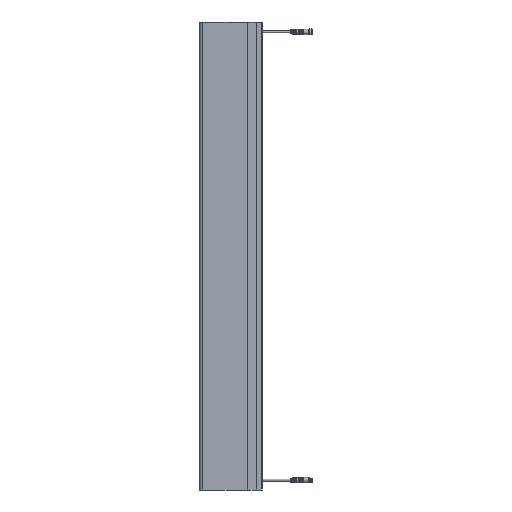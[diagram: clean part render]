
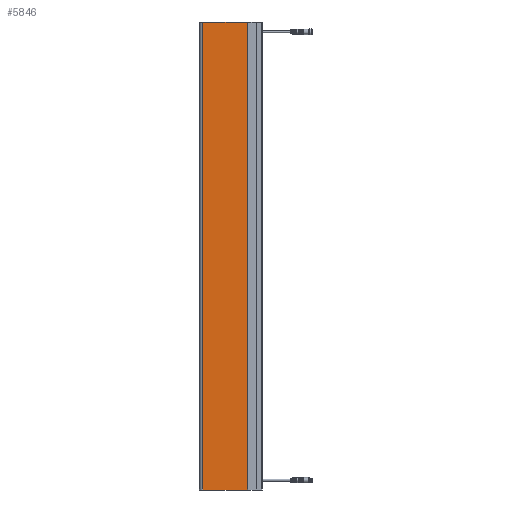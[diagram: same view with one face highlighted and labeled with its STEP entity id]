
A CAD part, left-side view. The second image highlights one B-rep face of the part: STEP entity #5846.
In plain terms, the highlighted planar face has unit normal (-1, 0, 0).
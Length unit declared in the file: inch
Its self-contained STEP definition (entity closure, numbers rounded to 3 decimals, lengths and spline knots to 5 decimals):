
#465 = DIRECTION ( 'NONE',  ( 0., 1., 0. ) ) ;
#1112 = CARTESIAN_POINT ( 'NONE',  ( -1.06299, 0.9252, 30. ) ) ;
#1871 = AXIS2_PLACEMENT_3D ( 'NONE', #1112, #13691, #2178 ) ;
#2029 = VECTOR ( 'NONE', #465, 39.37008 ) ;
#2178 = DIRECTION ( 'NONE',  ( 0., 0., -1. ) ) ;
#2411 = VECTOR ( 'NONE', #3774, 39.37008 ) ;
#2862 = ORIENTED_EDGE ( 'NONE', *, *, #6914, .T. ) ;
#3132 = LINE ( 'NONE', #9795, #2029 ) ;
#3705 = VERTEX_POINT ( 'NONE', #11067 ) ;
#3774 = DIRECTION ( 'NONE',  ( 0., 1., 0. ) ) ;
#3856 = ORIENTED_EDGE ( 'NONE', *, *, #9937, .F. ) ;
#4396 = PLANE ( 'NONE',  #1871 ) ;
#5728 = VERTEX_POINT ( 'NONE', #11088 ) ;
#5734 = CARTESIAN_POINT ( 'NONE',  ( -1.06299, 0.9252, 15. ) ) ;
#5846 = ADVANCED_FACE ( 'NONE', ( #10222 ), #4396, .F. ) ;
#6101 = CARTESIAN_POINT ( 'NONE',  ( -1.06299, 1.98819, 30. ) ) ;
#6648 = LINE ( 'NONE', #5734, #12348 ) ;
#6783 = DIRECTION ( 'NONE',  ( 0., 0., -1. ) ) ;
#6914 = EDGE_CURVE ( 'NONE', #5728, #3705, #7304, .T. ) ;
#6947 = VERTEX_POINT ( 'NONE', #14035 ) ;
#7304 = LINE ( 'NONE', #6101, #2411 ) ;
#8258 = CARTESIAN_POINT ( 'NONE',  ( -1.06299, 3.79921, 15. ) ) ;
#8335 = EDGE_CURVE ( 'NONE', #6947, #8444, #3132, .T. ) ;
#8444 = VERTEX_POINT ( 'NONE', #11716 ) ;
#8811 = VECTOR ( 'NONE', #12425, 39.37008 ) ;
#9418 = EDGE_CURVE ( 'NONE', #3705, #8444, #10213, .T. ) ;
#9795 = CARTESIAN_POINT ( 'NONE',  ( -1.06299, 1.98819, 0. ) ) ;
#9937 = EDGE_CURVE ( 'NONE', #5728, #6947, #6648, .T. ) ;
#10213 = LINE ( 'NONE', #8258, #8811 ) ;
#10222 = FACE_OUTER_BOUND ( 'NONE', #14685, .T. ) ;
#11067 = CARTESIAN_POINT ( 'NONE',  ( -1.06299, 3.79921, 30. ) ) ;
#11088 = CARTESIAN_POINT ( 'NONE',  ( -1.06299, 0.9252, 30. ) ) ;
#11433 = ORIENTED_EDGE ( 'NONE', *, *, #9418, .T. ) ;
#11716 = CARTESIAN_POINT ( 'NONE',  ( -1.06299, 3.79921, 0. ) ) ;
#12348 = VECTOR ( 'NONE', #6783, 39.37008 ) ;
#12425 = DIRECTION ( 'NONE',  ( 0., 0., -1. ) ) ;
#13292 = ORIENTED_EDGE ( 'NONE', *, *, #8335, .F. ) ;
#13691 = DIRECTION ( 'NONE',  ( 1., 0., 0. ) ) ;
#14035 = CARTESIAN_POINT ( 'NONE',  ( -1.06299, 0.9252, 0. ) ) ;
#14685 = EDGE_LOOP ( 'NONE', ( #3856, #2862, #11433, #13292 ) ) ;
